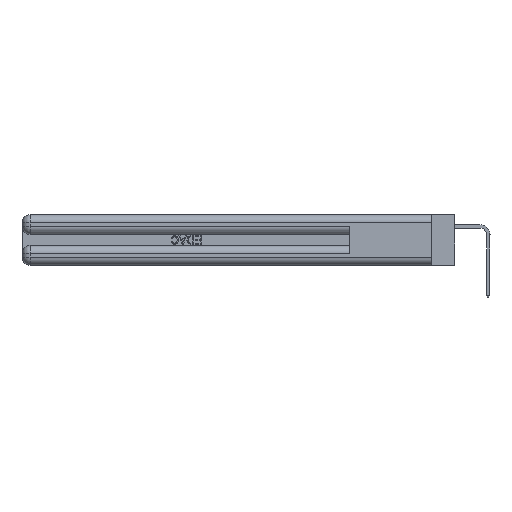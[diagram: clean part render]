
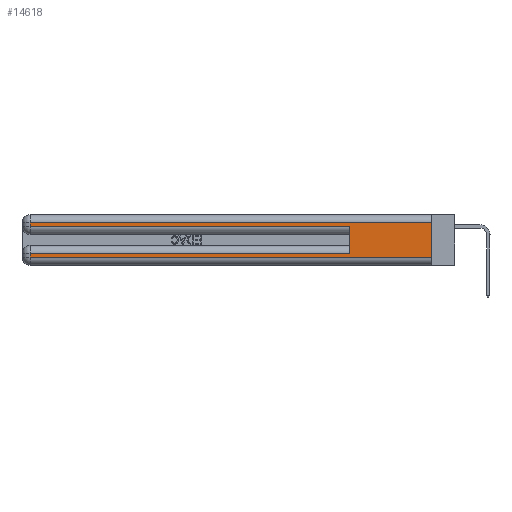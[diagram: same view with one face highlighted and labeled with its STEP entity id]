
A CAD part, left-side view. The second image highlights one B-rep face of the part: STEP entity #14618.
In plain terms, the highlighted planar face has unit normal (-1, 0, 0).
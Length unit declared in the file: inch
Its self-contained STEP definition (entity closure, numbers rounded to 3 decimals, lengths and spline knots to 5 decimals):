
#1408 = CARTESIAN_POINT ( 'NONE',  ( 0., 0., 0.06 ) ) ;
#2288 = EDGE_CURVE ( 'NONE', #19243, #37610, #39643, .T. ) ;
#2541 = ORIENTED_EDGE ( 'NONE', *, *, #15552, .T. ) ;
#2555 = CARTESIAN_POINT ( 'NONE',  ( 0., 2.94, 0.285 ) ) ;
#2727 = CARTESIAN_POINT ( 'NONE',  ( 0., 0., 0.06 ) ) ;
#2963 = LINE ( 'NONE', #25806, #19314 ) ;
#3766 = CARTESIAN_POINT ( 'NONE',  ( 0., 2.94, 0.085 ) ) ;
#3885 = VERTEX_POINT ( 'NONE', #3766 ) ;
#4484 = VECTOR ( 'NONE', #25623, 39.37008 ) ;
#4692 = VECTOR ( 'NONE', #27642, 39.37008 ) ;
#5244 = EDGE_CURVE ( 'NONE', #40355, #3885, #7625, .T. ) ;
#5404 = CARTESIAN_POINT ( 'NONE',  ( 0., 0.6, 0.285 ) ) ;
#5553 = CARTESIAN_POINT ( 'NONE',  ( 0., 2.94, 0.06 ) ) ;
#5640 = PLANE ( 'NONE',  #26415 ) ;
#6152 = LINE ( 'NONE', #13158, #23596 ) ;
#6579 = FACE_OUTER_BOUND ( 'NONE', #40585, .T. ) ;
#7438 = LINE ( 'NONE', #29461, #42406 ) ;
#7625 = LINE ( 'NONE', #22094, #42591 ) ;
#8818 = DIRECTION ( 'NONE',  ( 0., 0., 1. ) ) ;
#8923 = DIRECTION ( 'NONE',  ( 1., 0., 0. ) ) ;
#10495 = LINE ( 'NONE', #28487, #26952 ) ;
#11275 = CARTESIAN_POINT ( 'NONE',  ( 0., 0., 0.285 ) ) ;
#11500 = VERTEX_POINT ( 'NONE', #22883 ) ;
#12892 = DIRECTION ( 'NONE',  ( 0., 0., -1. ) ) ;
#13158 = CARTESIAN_POINT ( 'NONE',  ( 0., 0., 0.31 ) ) ;
#13324 = VECTOR ( 'NONE', #30124, 39.37008 ) ;
#13553 = CARTESIAN_POINT ( 'NONE',  ( 0., 2.94, 0.37 ) ) ;
#14015 = VERTEX_POINT ( 'NONE', #5553 ) ;
#14618 = ADVANCED_FACE ( 'NONE', ( #6579 ), #5640, .F. ) ;
#15552 = EDGE_CURVE ( 'NONE', #3885, #14015, #32955, .T. ) ;
#17195 = ORIENTED_EDGE ( 'NONE', *, *, #34255, .T. ) ;
#19191 = EDGE_CURVE ( 'NONE', #40355, #37610, #10495, .T. ) ;
#19198 = DIRECTION ( 'NONE',  ( 0., 0., -1. ) ) ;
#19243 = VERTEX_POINT ( 'NONE', #2555 ) ;
#19314 = VECTOR ( 'NONE', #19198, 39.37008 ) ;
#19822 = LINE ( 'NONE', #2727, #4484 ) ;
#21475 = ORIENTED_EDGE ( 'NONE', *, *, #2288, .T. ) ;
#22094 = CARTESIAN_POINT ( 'NONE',  ( 0., 0., 0.085 ) ) ;
#22174 = EDGE_CURVE ( 'NONE', #14015, #40939, #19822, .T. ) ;
#22883 = CARTESIAN_POINT ( 'NONE',  ( 0., 0., 0.31 ) ) ;
#23596 = VECTOR ( 'NONE', #36214, 39.37008 ) ;
#25623 = DIRECTION ( 'NONE',  ( 0., -1., 0. ) ) ;
#25806 = CARTESIAN_POINT ( 'NONE',  ( 0., 0., 0.37 ) ) ;
#26415 = AXIS2_PLACEMENT_3D ( 'NONE', #38428, #8923, #31952 ) ;
#26952 = VECTOR ( 'NONE', #8818, 39.37008 ) ;
#27642 = DIRECTION ( 'NONE',  ( 0., -1., 0. ) ) ;
#28311 = ORIENTED_EDGE ( 'NONE', *, *, #32516, .T. ) ;
#28406 = EDGE_CURVE ( 'NONE', #11500, #40939, #2963, .T. ) ;
#28487 = CARTESIAN_POINT ( 'NONE',  ( 0., 0.6, 0.145 ) ) ;
#29168 = ORIENTED_EDGE ( 'NONE', *, *, #28406, .F. ) ;
#29461 = CARTESIAN_POINT ( 'NONE',  ( 0., 2.94, 0.37 ) ) ;
#30124 = DIRECTION ( 'NONE',  ( 0., 0., -1. ) ) ;
#30218 = VERTEX_POINT ( 'NONE', #38813 ) ;
#31952 = DIRECTION ( 'NONE',  ( 0., 0., -1. ) ) ;
#32516 = EDGE_CURVE ( 'NONE', #11500, #30218, #6152, .T. ) ;
#32955 = LINE ( 'NONE', #13553, #13324 ) ;
#33375 = ORIENTED_EDGE ( 'NONE', *, *, #5244, .T. ) ;
#33537 = ORIENTED_EDGE ( 'NONE', *, *, #22174, .T. ) ;
#34255 = EDGE_CURVE ( 'NONE', #30218, #19243, #7438, .T. ) ;
#36214 = DIRECTION ( 'NONE',  ( 0., 1., 0. ) ) ;
#37610 = VERTEX_POINT ( 'NONE', #5404 ) ;
#38428 = CARTESIAN_POINT ( 'NONE',  ( 0., 0., 0.37 ) ) ;
#38813 = CARTESIAN_POINT ( 'NONE',  ( 0., 2.94, 0.31 ) ) ;
#39643 = LINE ( 'NONE', #11275, #4692 ) ;
#40355 = VERTEX_POINT ( 'NONE', #41248 ) ;
#40585 = EDGE_LOOP ( 'NONE', ( #29168, #28311, #17195, #21475, #42272, #33375, #2541, #33537 ) ) ;
#40939 = VERTEX_POINT ( 'NONE', #1408 ) ;
#41248 = CARTESIAN_POINT ( 'NONE',  ( 0., 0.6, 0.085 ) ) ;
#41837 = DIRECTION ( 'NONE',  ( 0., 1., 0. ) ) ;
#42272 = ORIENTED_EDGE ( 'NONE', *, *, #19191, .F. ) ;
#42406 = VECTOR ( 'NONE', #12892, 39.37008 ) ;
#42591 = VECTOR ( 'NONE', #41837, 39.37008 ) ;
